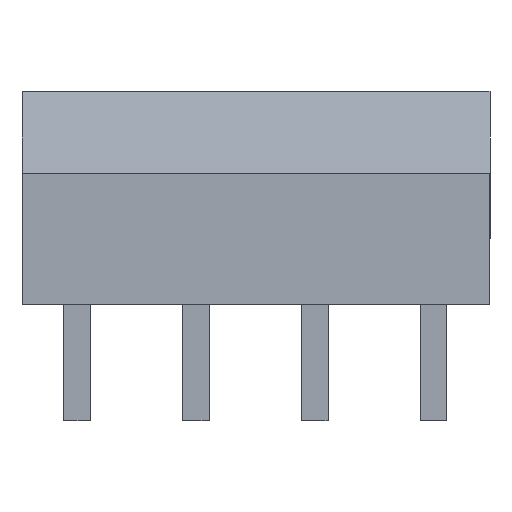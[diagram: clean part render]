
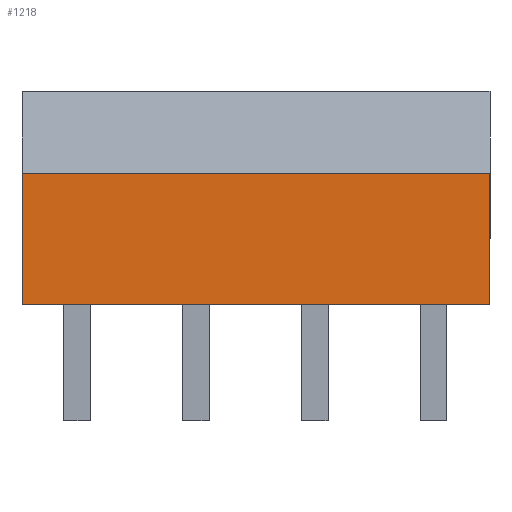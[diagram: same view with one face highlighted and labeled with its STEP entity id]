
A CAD part, left-side view. The second image highlights one B-rep face of the part: STEP entity #1218.
In plain terms, the highlighted planar face has unit normal (-1, 0, 0).
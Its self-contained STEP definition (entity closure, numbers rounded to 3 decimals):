
#59=FACE_OUTER_BOUND('',#128,.T.);
#128=EDGE_LOOP('',(#800,#801,#802,#803));
#203=LINE('',#1765,#359);
#204=LINE('',#1767,#360);
#205=LINE('',#1769,#361);
#206=LINE('',#1770,#362);
#359=VECTOR('',#1422,1.);
#360=VECTOR('',#1423,1.);
#361=VECTOR('',#1424,1.);
#362=VECTOR('',#1425,1.);
#515=VERTEX_POINT('',#1763);
#516=VERTEX_POINT('',#1764);
#517=VERTEX_POINT('',#1766);
#518=VERTEX_POINT('',#1768);
#626=EDGE_CURVE('',#515,#516,#203,.T.);
#627=EDGE_CURVE('',#515,#517,#204,.T.);
#628=EDGE_CURVE('',#517,#518,#205,.T.);
#629=EDGE_CURVE('',#516,#518,#206,.T.);
#800=ORIENTED_EDGE('',*,*,#626,.F.);
#801=ORIENTED_EDGE('',*,*,#627,.T.);
#802=ORIENTED_EDGE('',*,*,#628,.T.);
#803=ORIENTED_EDGE('',*,*,#629,.F.);
#1148=PLANE('',#1324);
#1218=ADVANCED_FACE('',(#59),#1148,.F.);
#1324=AXIS2_PLACEMENT_3D('',#1762,#1420,#1421);
#1420=DIRECTION('center_axis',(1.,0.,0.));
#1421=DIRECTION('ref_axis',(0.,-1.,0.));
#1422=DIRECTION('',(0.,0.,1.));
#1423=DIRECTION('',(0.,-1.,0.));
#1424=DIRECTION('',(0.,0.,1.));
#1425=DIRECTION('',(0.,-1.,0.));
#1762=CARTESIAN_POINT('Origin',(0.,10.,0.));
#1763=CARTESIAN_POINT('',(0.,10.,0.));
#1764=CARTESIAN_POINT('',(0.,10.,2.8));
#1765=CARTESIAN_POINT('',(0.,10.,0.));
#1766=CARTESIAN_POINT('',(0.,0.,0.));
#1767=CARTESIAN_POINT('',(0.,10.,0.));
#1768=CARTESIAN_POINT('',(0.,0.,2.8));
#1769=CARTESIAN_POINT('',(0.,0.,0.));
#1770=CARTESIAN_POINT('',(0.,10.,2.8));
